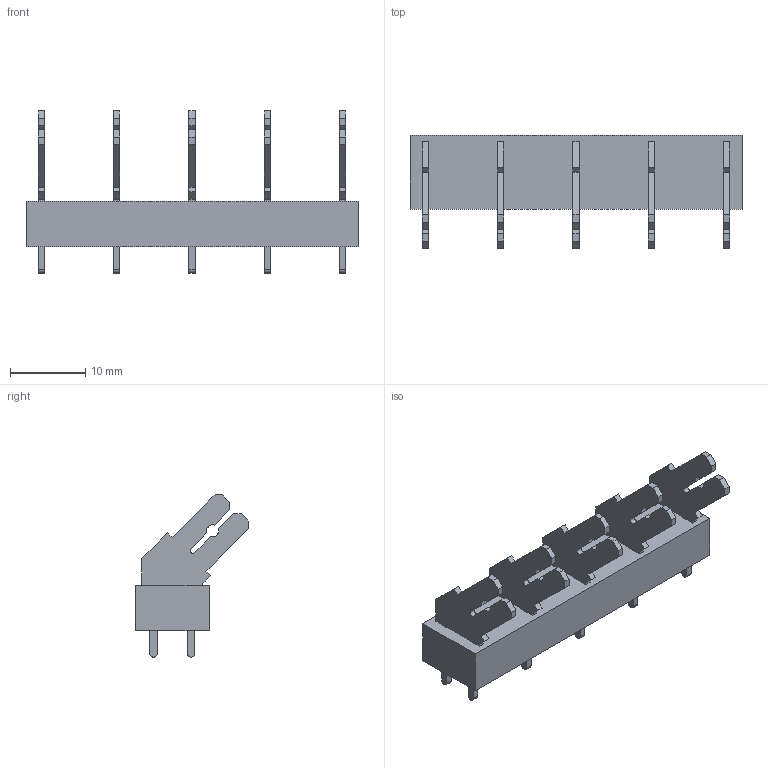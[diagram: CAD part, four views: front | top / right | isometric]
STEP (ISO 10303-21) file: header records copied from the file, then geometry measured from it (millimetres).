
FILE_DESCRIPTION(('CATIA V5 STEP Exchange','CAx-IF Rec.Pracs.--- Model Styling and Organization---1.2---2011-12-15'),'2;1');
FILE_NAME ('D1464990_0_9512120000_9512120000.stp','2018-08-31T15:27:45+00:00',('none'),('Weidmueller'),'CATIA Version 5-6 Release 2014','CATIA V5 STEP AP214','none');
FILE_SCHEMA(('AUTOMOTIVE_DESIGN { 1 0 10303 214 1 1 1 1 }'));
Length unit declared in the file: millimetre
Products named in the file (1): 9512120000
Bounding box: 44 x 15.01 x 21.5 mm (x, y, z)
Volume: 2960.6 mm3; surface area: 3170.2 mm2
Topology: 6 solids, 6 shells, 206 faces, 602 edges, 408 vertices
Faces by surface type: plane 181, cylinder 25
Entity records: 6035 total; most frequent: ORIENTED_EDGE 1204, CARTESIAN_POINT 1070, DIRECTION 720, EDGE_CURVE 602, VECTOR 552, LINE 552, VERTEX_POINT 408, EDGE_LOOP 226
